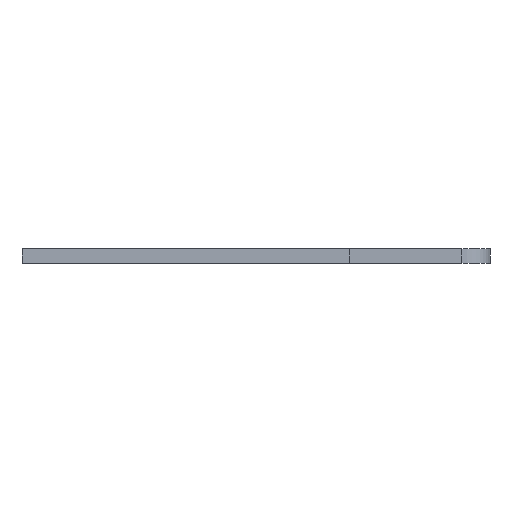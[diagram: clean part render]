
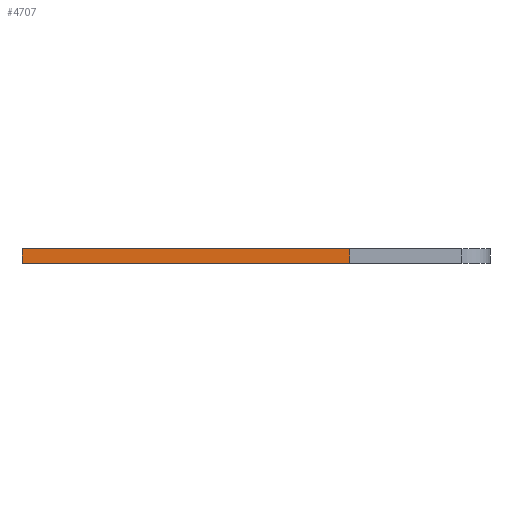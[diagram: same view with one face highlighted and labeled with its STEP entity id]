
A CAD part, left-side view. The second image highlights one B-rep face of the part: STEP entity #4707.
In plain terms, the highlighted planar face has unit normal (-1, 0, 0).
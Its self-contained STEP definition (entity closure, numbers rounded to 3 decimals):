
#84 = PLANE('',#85);
#85 = AXIS2_PLACEMENT_3D('',#86,#87,#88);
#86 = CARTESIAN_POINT('',(18.21,6.049,1.6));
#87 = DIRECTION('',(0.,0.,1.));
#88 = DIRECTION('',(1.,0.,-0.));
#139 = PLANE('',#140);
#140 = AXIS2_PLACEMENT_3D('',#141,#142,#143);
#141 = CARTESIAN_POINT('',(18.21,6.049,0.));
#142 = DIRECTION('',(0.,0.,1.));
#143 = DIRECTION('',(1.,0.,-0.));
#418 = VERTEX_POINT('',#419);
#419 = CARTESIAN_POINT('',(-11.,34.,0.));
#433 = PLANE('',#434);
#434 = AXIS2_PLACEMENT_3D('',#435,#436,#437);
#435 = CARTESIAN_POINT('',(0.,34.,0.));
#436 = DIRECTION('',(0.,-1.,0.));
#437 = DIRECTION('',(-1.,0.,0.));
#445 = EDGE_CURVE('',#418,#446,#448,.T.);
#446 = VERTEX_POINT('',#447);
#447 = CARTESIAN_POINT('',(-11.,-1.,0.));
#448 = SURFACE_CURVE('',#449,(#453,#460),.PCURVE_S1.);
#449 = LINE('',#450,#451);
#450 = CARTESIAN_POINT('',(-11.,34.,0.));
#451 = VECTOR('',#452,1.);
#452 = DIRECTION('',(0.,-1.,0.));
#453 = PCURVE('',#139,#454);
#454 = DEFINITIONAL_REPRESENTATION('',(#455),#459);
#455 = LINE('',#456,#457);
#456 = CARTESIAN_POINT('',(-29.21,27.951));
#457 = VECTOR('',#458,1.);
#458 = DIRECTION('',(0.,-1.));
#459 = ( GEOMETRIC_REPRESENTATION_CONTEXT(2) 
PARAMETRIC_REPRESENTATION_CONTEXT() REPRESENTATION_CONTEXT('2D SPACE',''
  ) );
#460 = PCURVE('',#461,#466);
#461 = PLANE('',#462);
#462 = AXIS2_PLACEMENT_3D('',#463,#464,#465);
#463 = CARTESIAN_POINT('',(-11.,34.,0.));
#464 = DIRECTION('',(1.,0.,-0.));
#465 = DIRECTION('',(0.,-1.,0.));
#466 = DEFINITIONAL_REPRESENTATION('',(#467),#471);
#467 = LINE('',#468,#469);
#468 = CARTESIAN_POINT('',(0.,0.));
#469 = VECTOR('',#470,1.);
#470 = DIRECTION('',(1.,0.));
#471 = ( GEOMETRIC_REPRESENTATION_CONTEXT(2) 
PARAMETRIC_REPRESENTATION_CONTEXT() REPRESENTATION_CONTEXT('2D SPACE',''
  ) );
#489 = PLANE('',#490);
#490 = AXIS2_PLACEMENT_3D('',#491,#492,#493);
#491 = CARTESIAN_POINT('',(-11.,-1.,0.));
#492 = DIRECTION('',(0.,-1.,0.));
#493 = DIRECTION('',(-1.,0.,0.));
#2663 = VERTEX_POINT('',#2664);
#2664 = CARTESIAN_POINT('',(-11.,34.,1.6));
#2685 = EDGE_CURVE('',#2663,#2686,#2688,.T.);
#2686 = VERTEX_POINT('',#2687);
#2687 = CARTESIAN_POINT('',(-11.,-1.,1.6));
#2688 = SURFACE_CURVE('',#2689,(#2693,#2700),.PCURVE_S1.);
#2689 = LINE('',#2690,#2691);
#2690 = CARTESIAN_POINT('',(-11.,34.,1.6));
#2691 = VECTOR('',#2692,1.);
#2692 = DIRECTION('',(0.,-1.,0.));
#2693 = PCURVE('',#84,#2694);
#2694 = DEFINITIONAL_REPRESENTATION('',(#2695),#2699);
#2695 = LINE('',#2696,#2697);
#2696 = CARTESIAN_POINT('',(-29.21,27.951));
#2697 = VECTOR('',#2698,1.);
#2698 = DIRECTION('',(0.,-1.));
#2699 = ( GEOMETRIC_REPRESENTATION_CONTEXT(2) 
PARAMETRIC_REPRESENTATION_CONTEXT() REPRESENTATION_CONTEXT('2D SPACE',''
  ) );
#2700 = PCURVE('',#461,#2701);
#2701 = DEFINITIONAL_REPRESENTATION('',(#2702),#2706);
#2702 = LINE('',#2703,#2704);
#2703 = CARTESIAN_POINT('',(0.,-1.6));
#2704 = VECTOR('',#2705,1.);
#2705 = DIRECTION('',(1.,0.));
#2706 = ( GEOMETRIC_REPRESENTATION_CONTEXT(2) 
PARAMETRIC_REPRESENTATION_CONTEXT() REPRESENTATION_CONTEXT('2D SPACE',''
  ) );
#4657 = EDGE_CURVE('',#446,#2686,#4658,.T.);
#4658 = SURFACE_CURVE('',#4659,(#4663,#4670),.PCURVE_S1.);
#4659 = LINE('',#4660,#4661);
#4660 = CARTESIAN_POINT('',(-11.,-1.,0.));
#4661 = VECTOR('',#4662,1.);
#4662 = DIRECTION('',(0.,0.,1.));
#4663 = PCURVE('',#489,#4664);
#4664 = DEFINITIONAL_REPRESENTATION('',(#4665),#4669);
#4665 = LINE('',#4666,#4667);
#4666 = CARTESIAN_POINT('',(0.,-0.));
#4667 = VECTOR('',#4668,1.);
#4668 = DIRECTION('',(0.,-1.));
#4669 = ( GEOMETRIC_REPRESENTATION_CONTEXT(2) 
PARAMETRIC_REPRESENTATION_CONTEXT() REPRESENTATION_CONTEXT('2D SPACE',''
  ) );
#4670 = PCURVE('',#461,#4671);
#4671 = DEFINITIONAL_REPRESENTATION('',(#4672),#4676);
#4672 = LINE('',#4673,#4674);
#4673 = CARTESIAN_POINT('',(35.,0.));
#4674 = VECTOR('',#4675,1.);
#4675 = DIRECTION('',(0.,-1.));
#4676 = ( GEOMETRIC_REPRESENTATION_CONTEXT(2) 
PARAMETRIC_REPRESENTATION_CONTEXT() REPRESENTATION_CONTEXT('2D SPACE',''
  ) );
#4686 = EDGE_CURVE('',#418,#2663,#4687,.T.);
#4687 = SURFACE_CURVE('',#4688,(#4692,#4699),.PCURVE_S1.);
#4688 = LINE('',#4689,#4690);
#4689 = CARTESIAN_POINT('',(-11.,34.,0.));
#4690 = VECTOR('',#4691,1.);
#4691 = DIRECTION('',(0.,0.,1.));
#4692 = PCURVE('',#433,#4693);
#4693 = DEFINITIONAL_REPRESENTATION('',(#4694),#4698);
#4694 = LINE('',#4695,#4696);
#4695 = CARTESIAN_POINT('',(11.,0.));
#4696 = VECTOR('',#4697,1.);
#4697 = DIRECTION('',(0.,-1.));
#4698 = ( GEOMETRIC_REPRESENTATION_CONTEXT(2) 
PARAMETRIC_REPRESENTATION_CONTEXT() REPRESENTATION_CONTEXT('2D SPACE',''
  ) );
#4699 = PCURVE('',#461,#4700);
#4700 = DEFINITIONAL_REPRESENTATION('',(#4701),#4705);
#4701 = LINE('',#4702,#4703);
#4702 = CARTESIAN_POINT('',(0.,0.));
#4703 = VECTOR('',#4704,1.);
#4704 = DIRECTION('',(0.,-1.));
#4705 = ( GEOMETRIC_REPRESENTATION_CONTEXT(2) 
PARAMETRIC_REPRESENTATION_CONTEXT() REPRESENTATION_CONTEXT('2D SPACE',''
  ) );
#4707 = ADVANCED_FACE('',(#4708),#461,.F.);
#4708 = FACE_BOUND('',#4709,.F.);
#4709 = EDGE_LOOP('',(#4710,#4711,#4712,#4713));
#4710 = ORIENTED_EDGE('',*,*,#4686,.T.);
#4711 = ORIENTED_EDGE('',*,*,#2685,.T.);
#4712 = ORIENTED_EDGE('',*,*,#4657,.F.);
#4713 = ORIENTED_EDGE('',*,*,#445,.F.);
